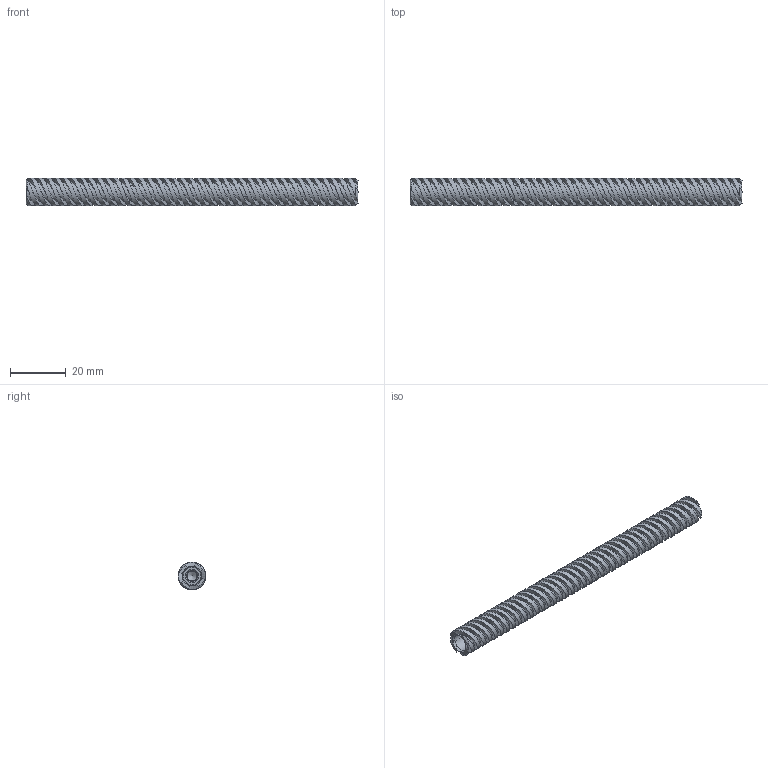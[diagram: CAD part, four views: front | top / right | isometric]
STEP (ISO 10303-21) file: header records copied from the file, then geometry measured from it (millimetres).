
FILE_DESCRIPTION(/* description */ (''),/* implementation_level */ '2;1');
FILE_NAME(/* name */ 'ACWA-0201_vis.step',/* time_stamp */ '2024-02-28T11:40:41+01:00',/* author */ (''),/* organization */ (''),/* preprocessor_version */ 'ST-DEVELOPER v20',/* originating_system */ 'Autodesk Translation Framework v12.20.1.177',/* authorisation */ '');
FILE_SCHEMA (('AUTOMOTIVE_DESIGN { 1 0 10303 214 3 1 1 }'));
Length unit declared in the file: millimetre
Products named in the file (1): ACWA-0201
Bounding box: 119.5 x 10 x 10 mm (x, y, z)
Volume: 6493.2 mm3; surface area: 7261.7 mm2
Topology: 1 solids, 2 shells, 98 faces, 274 edges, 180 vertices
Faces by surface type: cylinder 47, bspline 36, cone 11, plane 4
Full cylindrical faces by diameter (mm): 3.6 x1, 4 x1, 6.4 x1, 10 x36
Entity records: 14873 total; most frequent: CARTESIAN_POINT 12743, ORIENTED_EDGE 544, EDGE_CURVE 273, DIRECTION 252, VERTEX_POINT 180, B_SPLINE_CURVE_WITH_KNOTS 175, EDGE_LOOP 101, FACE_OUTER_BOUND 98
